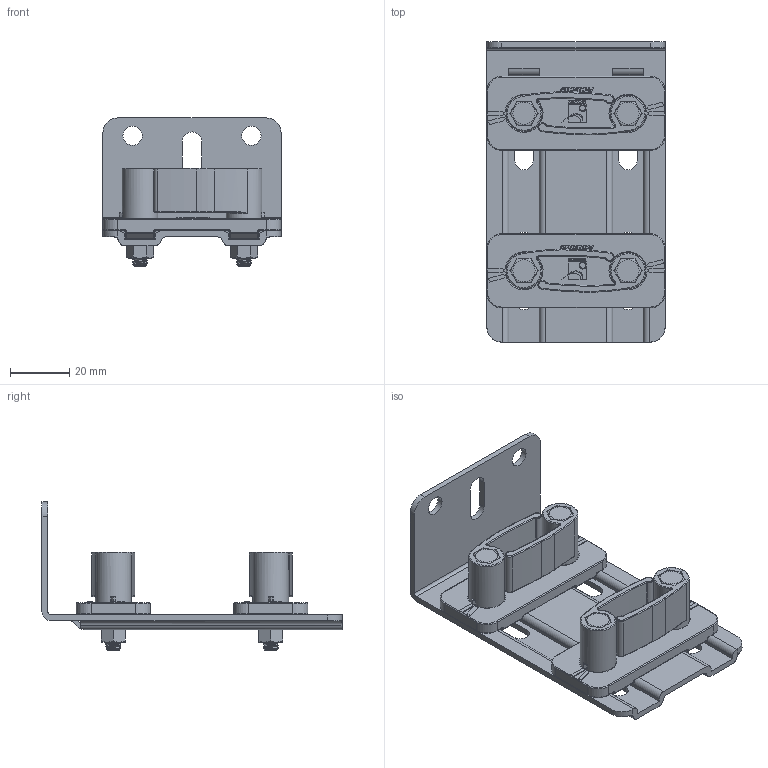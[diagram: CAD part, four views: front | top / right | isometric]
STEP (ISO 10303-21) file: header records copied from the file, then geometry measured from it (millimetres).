
FILE_DESCRIPTION(/* description */ (''),/* implementation_level */ '2;1');
FILE_NAME(/* name */ '1128DRG.stp',/* time_stamp */ '2019-08-05T12:14:32+02:00',/* author */ ('Marc'),/* organization */ (''),/* preprocessor_version */ 'ST-DEVELOPER v17.2',/* originating_system */ 'Autodesk Inventor 2019',/* authorisation */ '');
FILE_SCHEMA (('AUTOMOTIVE_DESIGN { 1 0 10303 214 3 1 1 }'));
Length unit declared in the file: millimetre
Products named in the file (7): 1128DARG; 20084_A; 21589; 21267-B embase; 21267-B patin; VIS TH M5x30; 06003
Assembly tree (10 placements, depth 3):
  1128DARG
    20084_A
    21589  x2
      21267-B embase
      21267-B patin
      VIS TH M5x30
      06003
Bounding box: 60 x 101 x 49.9 mm (x, y, z)
Volume: 43607.2 mm3; surface area: 39925.2 mm2
Topology: 15 solids, 15 shells, 2649 faces, 7371 edges, 4778 vertices
Faces by surface type: plane 1960, cylinder 395, torus 132, bspline 70, cone 60, sphere 32
Full cylindrical faces by diameter (mm): 1.939 x2, 4.134 x4, 5 x132, 5.1 x8, 6.5 x2, 8.5 x8, 12 x4, 12.2 x4
Entity records: 39315 total; most frequent: CARTESIAN_POINT 10441, DIRECTION 6251, ORIENTED_EDGE 6034, EDGE_CURVE 3017, AXIS2_PLACEMENT_3D 2337, VERTEX_POINT 1960, LINE 1577, VECTOR 1577
